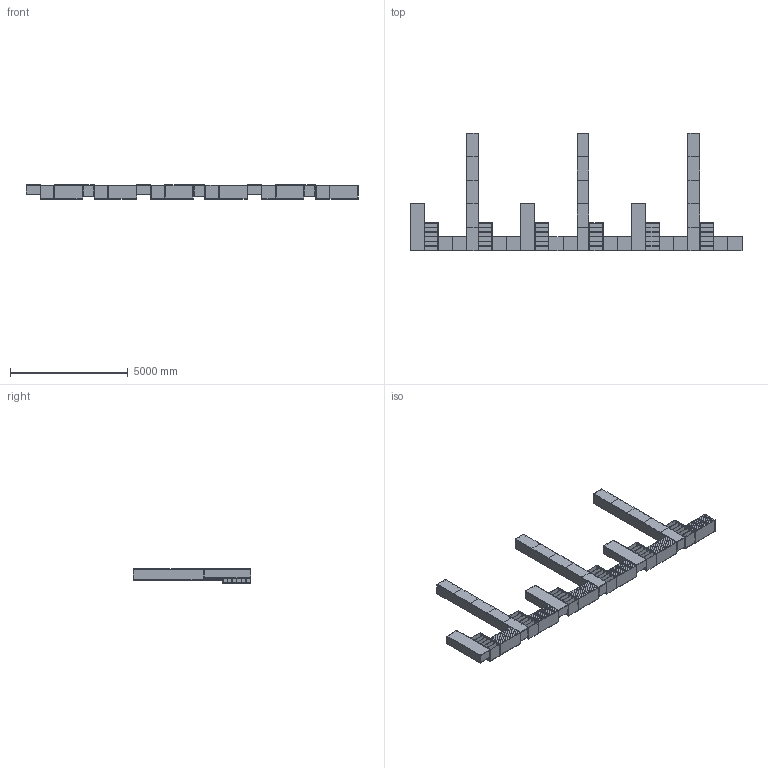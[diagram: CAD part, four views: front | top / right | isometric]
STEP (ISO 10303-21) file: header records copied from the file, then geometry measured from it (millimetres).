
FILE_DESCRIPTION(('Open CASCADE Model'),'2;1');
FILE_NAME('Open CASCADE Shape Model','2024-08-06T00:07:13',('Author'),( 'Open CASCADE'),'Open CASCADE STEP processor 7.7','Open CASCADE 7.7' ,'Unknown');
FILE_SCHEMA(('AUTOMOTIVE_DESIGN { 1 0 10303 214 1 1 1 1 }'));
Length unit declared in the file: millimetre
Products named in the file (440): Cabinet order - Working (5); Corpus 1; Top; Top_part; Bottom; Bottom_part; Left_side; Left_side_part; Right_side; Right_side_part; Back; Back_part; Front 1; Front 1_part; Corpus 2; Shelf 1; Shelf 1_part; Shelf 2; Shelf 2_part; Shelf 3; Shelf 3_part; Shelf 4; Shelf 4_part; Shelf 5; Shelf 5_part; Corpus 3; Front 2; Front 2_part; Shelf 6; Shelf 6_part; Shelf 7; Shelf 7_part; Shelf 8; Shelf 8_part; Shelf 9; Shelf 9_part; Shelf 10; Shelf 10_part; Corpus 4; Front 3 ...
Assembly tree (439 placements, depth 5):
  Cabinet order - Working (5)
    Cabinet order - Working (5)
      Corpus 1
        Top
          Top_part
        Bottom
          Bottom_part
        Left_side
          Left_side_part
        Right_side
          Right_side_part
        Back
          Back_part
        Front 1
          Front 1_part
      Corpus 2
        Top
          Top_part
        Bottom
          Bottom_part
        Left_side
          Left_side_part
        Right_side
          Right_side_part
        Back
          Back_part
        Shelf 1
          Shelf 1_part
        Shelf 2
          Shelf 2_part
        Shelf 3
          Shelf 3_part
        Shelf 4
          Shelf 4_part
        Shelf 5
          Shelf 5_part
      Corpus 3
        Top
          Top_part
        Bottom
          Bottom_part
        Left_side
          Left_side_part
        Right_side
          Right_side_part
        Back
          Back_part
        Front 1
          Front 1_part
        Front 2
          Front 2_part
        Shelf 1
          Shelf 1_part
        Shelf 2
          Shelf 2_part
        Shelf 3
          Shelf 3_part
        Shelf 4
          Shelf 4_part
        Shelf 5
Bounding box: 14100 x 5000 x 617.5 mm (x, y, z)
Volume: 2656154496 mm3; surface area: 272788032 mm2
Topology: 210 solids, 210 shells, 1260 faces, 2520 edges, 1680 vertices
Faces by surface type: plane 1260
Entity records: 73863 total; most frequent: DIRECTION 10960, CARTESIAN_POINT 10940, LINE 7560, VECTOR 7560, ORIENTED_EDGE 5040, PCURVE 5040, DEFINITIONAL_REPRESENTATION 5040, EDGE_CURVE 2520
